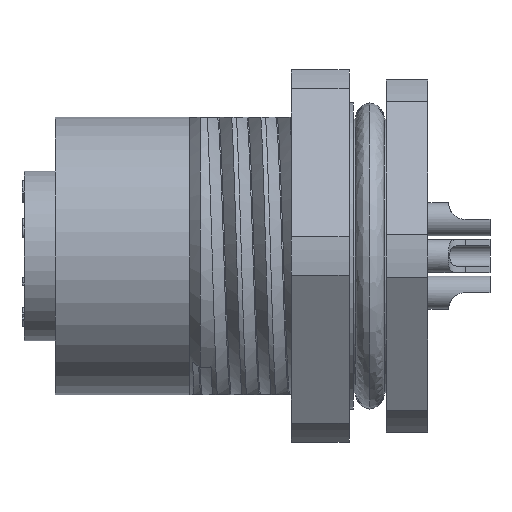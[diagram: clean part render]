
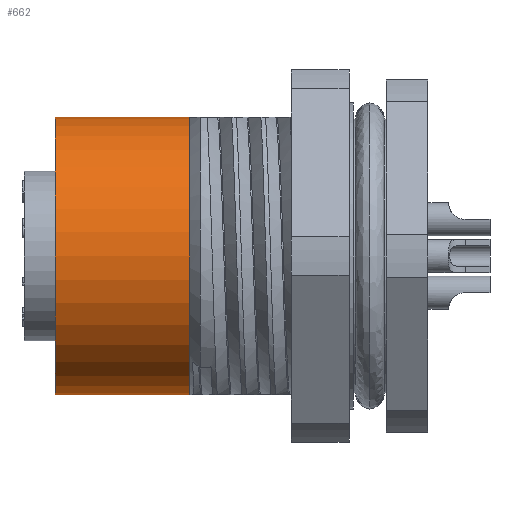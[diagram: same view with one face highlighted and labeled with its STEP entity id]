
A CAD part, left-side view. The second image highlights one B-rep face of the part: STEP entity #662.
In plain terms, the highlighted cylindrical face has radius 6.7 mm (diameter 13.4 mm), a partial arc.
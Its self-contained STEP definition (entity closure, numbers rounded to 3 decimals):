
#662 = ADVANCED_FACE ( 'NONE', ( #9203 ), #6446, .T. ) ;
#938 = DIRECTION ( 'NONE',  ( 0., 0., -1. ) ) ;
#959 = DIRECTION ( 'NONE',  ( 0., -1., 0. ) ) ;
#960 = CARTESIAN_POINT ( 'NONE',  ( 0., 11.5, 0. ) ) ;
#1071 = CIRCLE ( 'NONE', #8731, 6.7 ) ;
#1988 = CIRCLE ( 'NONE', #7945, 6.7 ) ;
#2240 = CARTESIAN_POINT ( 'NONE',  ( 0., 11.5, -6.7 ) ) ;
#2618 = VECTOR ( 'NONE', #13040, 1000. ) ;
#2752 = LINE ( 'NONE', #12944, #2618 ) ;
#2833 = ORIENTED_EDGE ( 'NONE', *, *, #9104, .T. ) ;
#2859 = ORIENTED_EDGE ( 'NONE', *, *, #3073, .T. ) ;
#2894 = DIRECTION ( 'NONE',  ( 0., -1., 0. ) ) ;
#2953 = ORIENTED_EDGE ( 'NONE', *, *, #3793, .F. ) ;
#2987 = CARTESIAN_POINT ( 'NONE',  ( 0., 18., -6.7 ) ) ;
#3073 = EDGE_CURVE ( 'NONE', #5624, #11806, #1071, .T. ) ;
#3479 = VERTEX_POINT ( 'NONE', #2240 ) ;
#3793 = EDGE_CURVE ( 'NONE', #4137, #3479, #1988, .T. ) ;
#4137 = VERTEX_POINT ( 'NONE', #6670 ) ;
#4485 = DIRECTION ( 'NONE',  ( 0., 0., -1. ) ) ;
#4488 = EDGE_CURVE ( 'NONE', #5624, #4137, #2752, .T. ) ;
#4490 = DIRECTION ( 'NONE',  ( 0., -1., 0. ) ) ;
#4499 = CARTESIAN_POINT ( 'NONE',  ( 0., 18., 0. ) ) ;
#5122 = DIRECTION ( 'NONE',  ( 0., -1., 0. ) ) ;
#5135 = CARTESIAN_POINT ( 'NONE',  ( 0., 18., 0. ) ) ;
#5177 = DIRECTION ( 'NONE',  ( 0., 0., -1. ) ) ;
#5624 = VERTEX_POINT ( 'NONE', #8412 ) ;
#6446 = CYLINDRICAL_SURFACE ( 'NONE', #9982, 6.7 ) ;
#6670 = CARTESIAN_POINT ( 'NONE',  ( 0., 11.5, 6.7 ) ) ;
#6690 = CARTESIAN_POINT ( 'NONE',  ( 0., 18., -6.7 ) ) ;
#7818 = LINE ( 'NONE', #2987, #7896 ) ;
#7896 = VECTOR ( 'NONE', #2894, 1000. ) ;
#7945 = AXIS2_PLACEMENT_3D ( 'NONE', #960, #959, #938 ) ;
#8412 = CARTESIAN_POINT ( 'NONE',  ( 0., 18., 6.7 ) ) ;
#8731 = AXIS2_PLACEMENT_3D ( 'NONE', #4499, #4490, #4485 ) ;
#9104 = EDGE_CURVE ( 'NONE', #11806, #3479, #7818, .T. ) ;
#9203 = FACE_OUTER_BOUND ( 'NONE', #11437, .T. ) ;
#9982 = AXIS2_PLACEMENT_3D ( 'NONE', #5135, #5122, #5177 ) ;
#11437 = EDGE_LOOP ( 'NONE', ( #12406, #2859, #2833, #2953 ) ) ;
#11806 = VERTEX_POINT ( 'NONE', #6690 ) ;
#12406 = ORIENTED_EDGE ( 'NONE', *, *, #4488, .F. ) ;
#12944 = CARTESIAN_POINT ( 'NONE',  ( 0., 18., 6.7 ) ) ;
#13040 = DIRECTION ( 'NONE',  ( 0., -1., 0. ) ) ;
